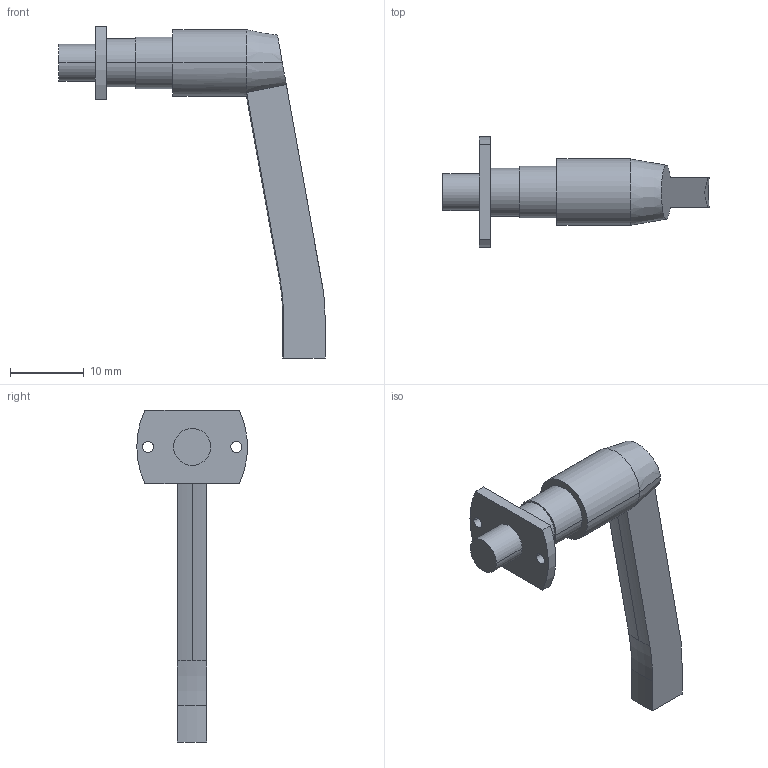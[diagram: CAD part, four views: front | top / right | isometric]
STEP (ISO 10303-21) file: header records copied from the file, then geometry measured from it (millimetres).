
FILE_DESCRIPTION (( 'STEP AP203' ), '1' );
FILE_NAME ('3_842_505_144_Bosch.step', '2024-06-10T06:45:43', ( '' ), ( '' ), 'SwSTEP 2.0', 'SolidWorks 2014', '' );
FILE_SCHEMA (( 'CONFIG_CONTROL_DESIGN' ));
Length unit declared in the file: millimetre
Products named in the file (1): 3_842_505_144_Bosch
Bounding box: 36.08 x 14.96 x 45 mm (x, y, z)
Volume: 2341 mm3; surface area: 1781.3 mm2
Topology: 1 solids, 1 shells, 35 faces, 84 edges, 55 vertices
Faces by surface type: cylinder 19, plane 11, cone 3, bspline 2
Entity records: 1211 total; most frequent: CARTESIAN_POINT 295, DIRECTION 184, ORIENTED_EDGE 168, EDGE_CURVE 84, AXIS2_PLACEMENT_3D 75, VERTEX_POINT 55, EDGE_LOOP 43, CIRCLE 41
